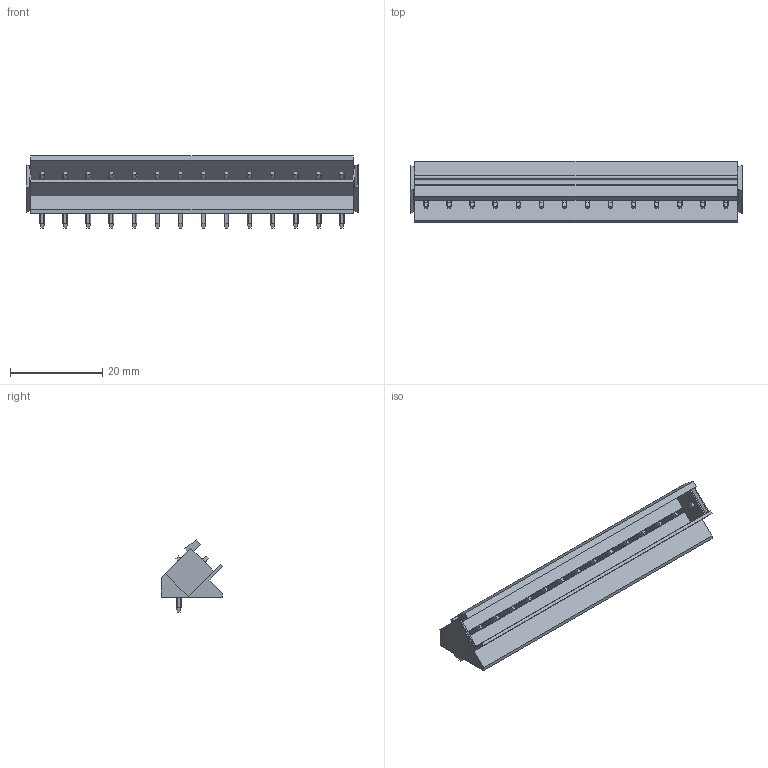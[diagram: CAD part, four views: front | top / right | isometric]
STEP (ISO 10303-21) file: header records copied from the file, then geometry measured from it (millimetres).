
FILE_DESCRIPTION(('CATIA V5 STEP Exchange','CAx-IF Rec.Pracs.--- Model Styling and Organization---1.2---2011-12-15'),'2;1');
FILE_NAME ('D1453879_0_1630600000_1630600000.stp','2018-10-13T03:02:42+00:00',('none'),('Weidmueller'),'CATIA Version 5-6 Release 2014','CATIA V5 STEP AP214','none');
FILE_SCHEMA(('AUTOMOTIVE_DESIGN { 1 0 10303 214 1 1 1 1 }'));
Length unit declared in the file: millimetre
Products named in the file (1): 1630600000
Bounding box: 72 x 13.3 x 15.63 mm (x, y, z)
Volume: 4277.4 mm3; surface area: 5807.9 mm2
Topology: 15 solids, 15 shells, 574 faces, 1516 edges, 972 vertices
Faces by surface type: plane 348, cylinder 226
Entity records: 20584 total; most frequent: CARTESIAN_POINT 7800, ORIENTED_EDGE 3032, DIRECTION 1946, EDGE_CURVE 1516, VECTOR 1064, LINE 1064, VERTEX_POINT 972, EDGE_LOOP 602
